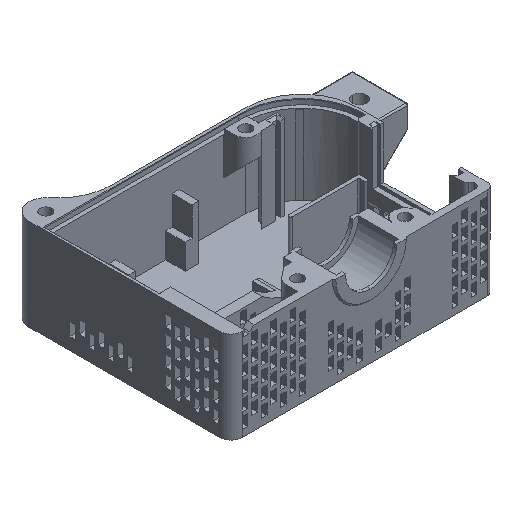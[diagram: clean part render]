
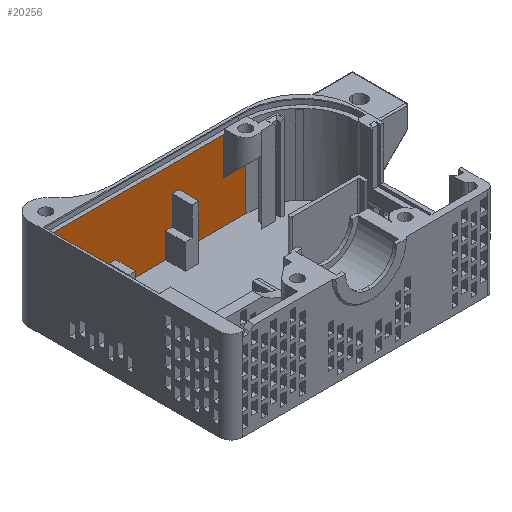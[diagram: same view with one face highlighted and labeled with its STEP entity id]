
A CAD part, isometric view. The second image highlights one B-rep face of the part: STEP entity #20256.
In plain terms, the highlighted planar face has unit normal (0, -1, 0).
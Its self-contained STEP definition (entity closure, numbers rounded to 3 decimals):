
#72 = VERTEX_POINT ( 'NONE', #34012 ) ;
#631 = LINE ( 'NONE', #1011, #30007 ) ;
#1007 = DIRECTION ( 'NONE',  ( -1., 0., 0. ) ) ;
#1011 = CARTESIAN_POINT ( 'NONE',  ( -6.55, 66., 0. ) ) ;
#1059 = LINE ( 'NONE', #11817, #26954 ) ;
#1238 = ORIENTED_EDGE ( 'NONE', *, *, #24323, .F. ) ;
#1489 = ORIENTED_EDGE ( 'NONE', *, *, #28390, .F. ) ;
#1574 = ORIENTED_EDGE ( 'NONE', *, *, #37447, .F. ) ;
#1933 = CARTESIAN_POINT ( 'NONE',  ( -4.15, 66., -21.35 ) ) ;
#2161 = DIRECTION ( 'NONE',  ( -1., 0., 0. ) ) ;
#2267 = LINE ( 'NONE', #5237, #25322 ) ;
#2364 = DIRECTION ( 'NONE',  ( 0., 0., 1. ) ) ;
#2707 = FACE_OUTER_BOUND ( 'NONE', #20606, .T. ) ;
#2916 = CARTESIAN_POINT ( 'NONE',  ( -46.85, 66., -1.9 ) ) ;
#3030 = DIRECTION ( 'NONE',  ( 0., 0., -1. ) ) ;
#3363 = VECTOR ( 'NONE', #31458, 1000. ) ;
#3627 = ORIENTED_EDGE ( 'NONE', *, *, #10873, .T. ) ;
#3801 = ORIENTED_EDGE ( 'NONE', *, *, #23795, .F. ) ;
#3914 = DIRECTION ( 'NONE',  ( -1., 0., 0. ) ) ;
#4043 = CARTESIAN_POINT ( 'NONE',  ( -24.3, 66., -30.3 ) ) ;
#4694 = CARTESIAN_POINT ( 'NONE',  ( -46.85, 66., -21.35 ) ) ;
#5024 = EDGE_CURVE ( 'NONE', #17959, #16642, #7068, .T. ) ;
#5237 = CARTESIAN_POINT ( 'NONE',  ( 0., 66., -30.3 ) ) ;
#5323 = CARTESIAN_POINT ( 'NONE',  ( -24.3, 66., 0. ) ) ;
#6504 = ORIENTED_EDGE ( 'NONE', *, *, #5024, .T. ) ;
#6555 = EDGE_CURVE ( 'NONE', #14242, #16642, #37220, .T. ) ;
#6697 = VECTOR ( 'NONE', #1007, 1000. ) ;
#7068 = LINE ( 'NONE', #9651, #10912 ) ;
#7073 = CARTESIAN_POINT ( 'NONE',  ( -44.45, 66., -30.3 ) ) ;
#7096 = EDGE_CURVE ( 'NONE', #30214, #12200, #15122, .T. ) ;
#7152 = LINE ( 'NONE', #22059, #14573 ) ;
#7489 = VECTOR ( 'NONE', #35582, 1000. ) ;
#7724 = CARTESIAN_POINT ( 'NONE',  ( 0., 66., -30.3 ) ) ;
#7745 = CARTESIAN_POINT ( 'NONE',  ( -6.55, 66., -30.3 ) ) ;
#7864 = CARTESIAN_POINT ( 'NONE',  ( -24.3, 66., -21.35 ) ) ;
#8108 = ORIENTED_EDGE ( 'NONE', *, *, #11629, .F. ) ;
#9651 = CARTESIAN_POINT ( 'NONE',  ( 0., 66., -15.3 ) ) ;
#10447 = VERTEX_POINT ( 'NONE', #7745 ) ;
#10873 = EDGE_CURVE ( 'NONE', #29456, #30214, #17573, .T. ) ;
#10912 = VECTOR ( 'NONE', #3914, 1000. ) ;
#11009 = VECTOR ( 'NONE', #12714, 1000. ) ;
#11076 = LINE ( 'NONE', #14452, #13005 ) ;
#11202 = AXIS2_PLACEMENT_3D ( 'NONE', #38219, #26892, #23341 ) ;
#11629 = EDGE_CURVE ( 'NONE', #25835, #21348, #39210, .T. ) ;
#11817 = CARTESIAN_POINT ( 'NONE',  ( -46.85, 66., 0. ) ) ;
#12200 = VERTEX_POINT ( 'NONE', #22480 ) ;
#12714 = DIRECTION ( 'NONE',  ( -1., 0., 0. ) ) ;
#12815 = CARTESIAN_POINT ( 'NONE',  ( 14., 66., 0. ) ) ;
#12903 = CARTESIAN_POINT ( 'NONE',  ( 14., 66., -15.3 ) ) ;
#12907 = DIRECTION ( 'NONE',  ( 1., 0., 0. ) ) ;
#12986 = VECTOR ( 'NONE', #31259, 1000. ) ;
#13005 = VECTOR ( 'NONE', #2161, 1000. ) ;
#13688 = EDGE_CURVE ( 'NONE', #31657, #21744, #7152, .T. ) ;
#13977 = ORIENTED_EDGE ( 'NONE', *, *, #34287, .F. ) ;
#14242 = VERTEX_POINT ( 'NONE', #18407 ) ;
#14452 = CARTESIAN_POINT ( 'NONE',  ( 0., 66., -30.3 ) ) ;
#14573 = VECTOR ( 'NONE', #37322, 1000. ) ;
#14705 = ORIENTED_EDGE ( 'NONE', *, *, #37087, .F. ) ;
#14790 = PLANE ( 'NONE',  #11202 ) ;
#14930 = ORIENTED_EDGE ( 'NONE', *, *, #7096, .T. ) ;
#15104 = VERTEX_POINT ( 'NONE', #16186 ) ;
#15122 = LINE ( 'NONE', #18099, #24345 ) ;
#15700 = CARTESIAN_POINT ( 'NONE',  ( 0., 66., -21.35 ) ) ;
#15903 = LINE ( 'NONE', #21274, #37346 ) ;
#16079 = LINE ( 'NONE', #15700, #11009 ) ;
#16146 = EDGE_CURVE ( 'NONE', #29456, #24258, #20320, .T. ) ;
#16186 = CARTESIAN_POINT ( 'NONE',  ( -6.55, 66., -21.35 ) ) ;
#16642 = VERTEX_POINT ( 'NONE', #12903 ) ;
#17573 = LINE ( 'NONE', #33027, #34974 ) ;
#17953 = CARTESIAN_POINT ( 'NONE',  ( -4.15, 66., -11. ) ) ;
#17959 = VERTEX_POINT ( 'NONE', #20423 ) ;
#18099 = CARTESIAN_POINT ( 'NONE',  ( -1.75, 66., 0. ) ) ;
#18385 = DIRECTION ( 'NONE',  ( 0., 0., 1. ) ) ;
#18407 = CARTESIAN_POINT ( 'NONE',  ( 14., 66., -1.9 ) ) ;
#18532 = VECTOR ( 'NONE', #29286, 1000. ) ;
#19113 = ORIENTED_EDGE ( 'NONE', *, *, #24721, .F. ) ;
#20256 = ADVANCED_FACE ( 'NONE', ( #2707 ), #14790, .F. ) ;
#20263 = ORIENTED_EDGE ( 'NONE', *, *, #13688, .T. ) ;
#20320 = LINE ( 'NONE', #26849, #7489 ) ;
#20423 = CARTESIAN_POINT ( 'NONE',  ( 22., 66., -15.3 ) ) ;
#20606 = EDGE_LOOP ( 'NONE', ( #14705, #1238, #25424, #20263, #3801, #8108, #25437, #13977, #1574, #36767, #33995, #22660, #3627, #14930, #19113, #1489, #6504, #21391 ) ) ;
#21210 = EDGE_CURVE ( 'NONE', #34348, #25835, #16079, .T. ) ;
#21226 = EDGE_CURVE ( 'NONE', #15104, #10447, #631, .T. ) ;
#21274 = CARTESIAN_POINT ( 'NONE',  ( 0., 66., -21.35 ) ) ;
#21348 = VERTEX_POINT ( 'NONE', #26168 ) ;
#21391 = ORIENTED_EDGE ( 'NONE', *, *, #6555, .F. ) ;
#21521 = CARTESIAN_POINT ( 'NONE',  ( 0., 66., -21.35 ) ) ;
#21744 = VERTEX_POINT ( 'NONE', #7073 ) ;
#21892 = VERTEX_POINT ( 'NONE', #4694 ) ;
#22059 = CARTESIAN_POINT ( 'NONE',  ( -44.45, 66., 0. ) ) ;
#22480 = CARTESIAN_POINT ( 'NONE',  ( -1.75, 66., -30.3 ) ) ;
#22660 = ORIENTED_EDGE ( 'NONE', *, *, #16146, .F. ) ;
#23341 = DIRECTION ( 'NONE',  ( 0., 0., -1. ) ) ;
#23795 = EDGE_CURVE ( 'NONE', #21348, #21744, #11076, .T. ) ;
#24172 = CARTESIAN_POINT ( 'NONE',  ( -26.7, 66., -21.35 ) ) ;
#24258 = VERTEX_POINT ( 'NONE', #1933 ) ;
#24323 = EDGE_CURVE ( 'NONE', #21892, #35634, #1059, .T. ) ;
#24345 = VECTOR ( 'NONE', #3030, 1000. ) ;
#24721 = EDGE_CURVE ( 'NONE', #72, #12200, #37103, .T. ) ;
#24822 = DIRECTION ( 'NONE',  ( 0., 0., -1. ) ) ;
#25322 = VECTOR ( 'NONE', #35576, 1000. ) ;
#25424 = ORIENTED_EDGE ( 'NONE', *, *, #37328, .T. ) ;
#25437 = ORIENTED_EDGE ( 'NONE', *, *, #21210, .F. ) ;
#25835 = VERTEX_POINT ( 'NONE', #24172 ) ;
#26168 = CARTESIAN_POINT ( 'NONE',  ( -26.7, 66., -30.3 ) ) ;
#26849 = CARTESIAN_POINT ( 'NONE',  ( -4.15, 66., 0. ) ) ;
#26892 = DIRECTION ( 'NONE',  ( 0., 1., 0. ) ) ;
#26954 = VECTOR ( 'NONE', #18385, 1000. ) ;
#28390 = EDGE_CURVE ( 'NONE', #17959, #72, #30682, .T. ) ;
#28761 = VECTOR ( 'NONE', #2364, 1000. ) ;
#29010 = CARTESIAN_POINT ( 'NONE',  ( 0., 66., -1.9 ) ) ;
#29286 = DIRECTION ( 'NONE',  ( 0., 0., -1. ) ) ;
#29456 = VERTEX_POINT ( 'NONE', #17953 ) ;
#29520 = LINE ( 'NONE', #5323, #28761 ) ;
#29649 = DIRECTION ( 'NONE',  ( 1., 0., 0. ) ) ;
#30007 = VECTOR ( 'NONE', #24822, 1000. ) ;
#30214 = VERTEX_POINT ( 'NONE', #32063 ) ;
#30351 = VECTOR ( 'NONE', #37755, 1000. ) ;
#30436 = DIRECTION ( 'NONE',  ( -1., 0., 0. ) ) ;
#30682 = LINE ( 'NONE', #30884, #12986 ) ;
#30884 = CARTESIAN_POINT ( 'NONE',  ( 22., 66., -15.3 ) ) ;
#31259 = DIRECTION ( 'NONE',  ( 0., 0., -1. ) ) ;
#31458 = DIRECTION ( 'NONE',  ( 0., 0., -1. ) ) ;
#31657 = VERTEX_POINT ( 'NONE', #32466 ) ;
#31687 = VECTOR ( 'NONE', #30436, 1000. ) ;
#31986 = LINE ( 'NONE', #29010, #30351 ) ;
#32063 = CARTESIAN_POINT ( 'NONE',  ( -1.75, 66., -11. ) ) ;
#32466 = CARTESIAN_POINT ( 'NONE',  ( -44.45, 66., -21.35 ) ) ;
#33027 = CARTESIAN_POINT ( 'NONE',  ( 0., 66., -11. ) ) ;
#33613 = LINE ( 'NONE', #21521, #31687 ) ;
#33995 = ORIENTED_EDGE ( 'NONE', *, *, #38513, .F. ) ;
#34012 = CARTESIAN_POINT ( 'NONE',  ( 22., 66., -30.3 ) ) ;
#34287 = EDGE_CURVE ( 'NONE', #36966, #34348, #29520, .T. ) ;
#34348 = VERTEX_POINT ( 'NONE', #7864 ) ;
#34974 = VECTOR ( 'NONE', #29649, 1000. ) ;
#35576 = DIRECTION ( 'NONE',  ( -1., 0., 0. ) ) ;
#35582 = DIRECTION ( 'NONE',  ( 0., 0., -1. ) ) ;
#35634 = VERTEX_POINT ( 'NONE', #2916 ) ;
#36767 = ORIENTED_EDGE ( 'NONE', *, *, #21226, .F. ) ;
#36966 = VERTEX_POINT ( 'NONE', #4043 ) ;
#37087 = EDGE_CURVE ( 'NONE', #35634, #14242, #31986, .T. ) ;
#37103 = LINE ( 'NONE', #7724, #6697 ) ;
#37220 = LINE ( 'NONE', #12815, #3363 ) ;
#37322 = DIRECTION ( 'NONE',  ( 0., 0., -1. ) ) ;
#37328 = EDGE_CURVE ( 'NONE', #21892, #31657, #15903, .T. ) ;
#37346 = VECTOR ( 'NONE', #12907, 1000. ) ;
#37447 = EDGE_CURVE ( 'NONE', #10447, #36966, #2267, .T. ) ;
#37755 = DIRECTION ( 'NONE',  ( 1., 0., 0. ) ) ;
#38219 = CARTESIAN_POINT ( 'NONE',  ( 0., 66., 0. ) ) ;
#38513 = EDGE_CURVE ( 'NONE', #24258, #15104, #33613, .T. ) ;
#38799 = CARTESIAN_POINT ( 'NONE',  ( -26.7, 66., 0. ) ) ;
#39210 = LINE ( 'NONE', #38799, #18532 ) ;
